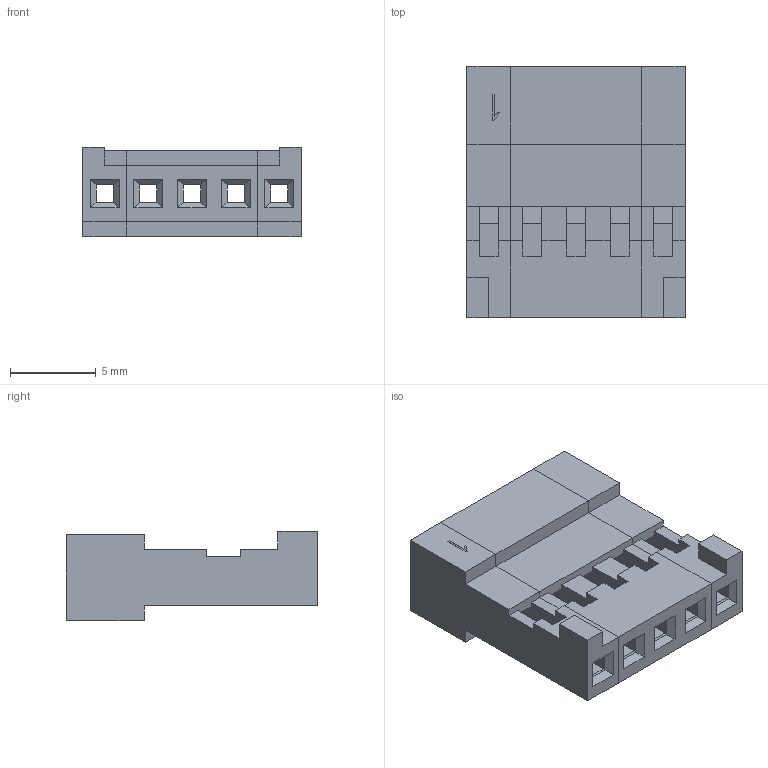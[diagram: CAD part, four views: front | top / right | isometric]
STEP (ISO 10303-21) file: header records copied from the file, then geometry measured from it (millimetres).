
FILE_DESCRIPTION(/* description */ ('Unknown'),/* implementation_level */ '2;1');
FILE_NAME(/* name */ '661005113322',/* time_stamp */ '2018-07-19T09:24:01+02:00',/* author */ ('Unknown'),/* organization */ ('Unknown'),/* preprocessor_version */ 'ST-DEVELOPER v16.7',/* originating_system */ 'DEX',/* authorisation */ $);
FILE_SCHEMA (('AUTOMOTIVE_DESIGN {1 0 10303 214 3 1 1}'));
Length unit declared in the file: millimetre
Products named in the file (4): 6610xx113322; 661005113322; 48532480_02_03_04_05_08_10_740_DX; 48532480_02_03_04_05_08_10_740_SX
Assembly tree (3 placements, depth 2):
  6610xx113322
    661005113322
    48532480_02_03_04_05_08_10_740_DX
    48532480_02_03_04_05_08_10_740_SX
Bounding box: 12.7 x 14.61 x 5.18 mm (x, y, z)
Volume: 383.2 mm3; surface area: 1434.9 mm2
Topology: 4 solids, 4 shells, 197 faces, 547 edges, 358 vertices
Faces by surface type: plane 197
Entity records: 6274 total; most frequent: CARTESIAN_POINT 1120, ORIENTED_EDGE 1094, DIRECTION 935, EDGE_CURVE 547, LINE 533, VECTOR 533, VERTEX_POINT 358, EDGE_LOOP 217
